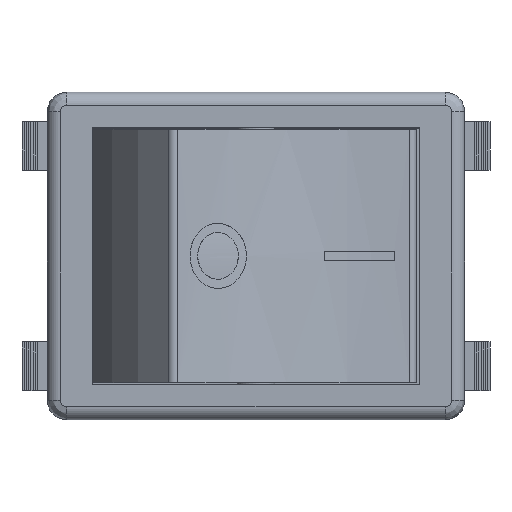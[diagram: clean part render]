
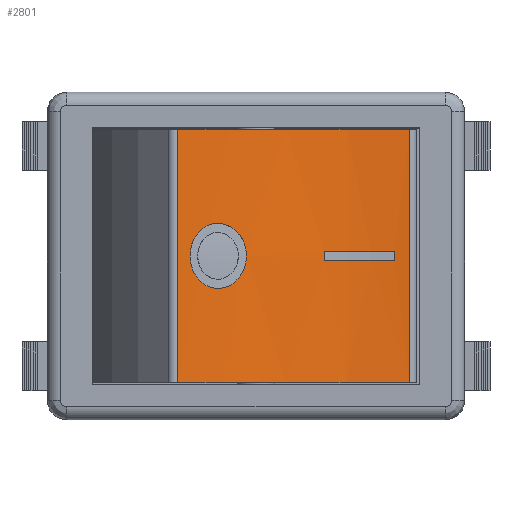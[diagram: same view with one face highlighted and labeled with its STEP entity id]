
A CAD part, top view. The second image highlights one B-rep face of the part: STEP entity #2801.
In plain terms, the highlighted cylindrical face has radius 28.263 mm (diameter 56.525 mm), a partial arc.
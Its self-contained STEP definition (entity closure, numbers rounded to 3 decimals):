
#2204=CARTESIAN_POINT('',(-6.028,9.75,25.982));
#2205=VERTEX_POINT('',#2204);
#2213=CARTESIAN_POINT('',(11.825,9.75,19.484));
#2214=VERTEX_POINT('',#2213);
#2215=CARTESIAN_POINT('',(12.002,9.75,47.746));
#2216=DIRECTION('',(0.0,1.0,0.0));
#2217=DIRECTION('',(0.65,0.0,0.76));
#2218=AXIS2_PLACEMENT_3D('',#2215,#2216,#2217);
#2219=CIRCLE('',#2218,28.263);
#2220=EDGE_CURVE('',#2214,#2205,#2219,.T.);
#2378=CARTESIAN_POINT('',(-6.028,-9.75,25.982));
#2379=VERTEX_POINT('',#2378);
#2387=CARTESIAN_POINT('',(-6.028,-9.75,25.982));
#2388=DIRECTION('',(0.0,1.0,0.0));
#2389=VECTOR('',#2388,19.5);
#2390=LINE('',#2387,#2389);
#2391=EDGE_CURVE('',#2379,#2205,#2390,.T.);
#2403=CARTESIAN_POINT('',(11.825,-9.75,19.484));
#2404=VERTEX_POINT('',#2403);
#2421=CARTESIAN_POINT('',(11.825,9.75,19.484));
#2422=DIRECTION('',(0.0,-1.0,0.0));
#2423=VECTOR('',#2422,19.5);
#2424=LINE('',#2421,#2423);
#2425=EDGE_CURVE('',#2214,#2404,#2424,.T.);
#2460=CARTESIAN_POINT('',(-0.734,0.,22.51));
#2461=VERTEX_POINT('',#2460);
#2594=CARTESIAN_POINT('',(-0.732,0.,22.515));
#2595=CARTESIAN_POINT('',(-0.732,-0.313,22.515));
#2596=CARTESIAN_POINT('',(-0.789,-0.648,22.543));
#2597=CARTESIAN_POINT('',(-1.016,-1.262,22.66));
#2598=CARTESIAN_POINT('',(-1.188,-1.542,22.749));
#2599=CARTESIAN_POINT('',(-1.583,-1.988,22.962));
#2600=CARTESIAN_POINT('',(-1.834,-2.182,23.1));
#2601=CARTESIAN_POINT('',(-2.377,-2.438,23.413));
#2602=CARTESIAN_POINT('',(-2.67,-2.5,23.588));
#2603=CARTESIAN_POINT('',(-3.215,-2.5,23.928));
#2604=CARTESIAN_POINT('',(-3.506,-2.436,24.116));
#2605=CARTESIAN_POINT('',(-4.035,-2.178,24.472));
#2606=CARTESIAN_POINT('',(-4.274,-1.983,24.64));
#2607=CARTESIAN_POINT('',(-4.646,-1.538,24.906));
#2608=CARTESIAN_POINT('',(-4.805,-1.26,25.024));
#2609=CARTESIAN_POINT('',(-5.016,-0.648,25.181));
#2610=CARTESIAN_POINT('',(-5.068,-0.314,25.221));
#2611=CARTESIAN_POINT('',(-5.068,0.317,25.221));
#2612=CARTESIAN_POINT('',(-5.015,0.653,25.181));
#2613=CARTESIAN_POINT('',(-4.8,1.269,25.021));
#2614=CARTESIAN_POINT('',(-4.639,1.548,24.901));
#2615=CARTESIAN_POINT('',(-4.266,1.991,24.634));
#2616=CARTESIAN_POINT('',(-4.027,2.183,24.467));
#2617=CARTESIAN_POINT('',(-3.501,2.437,24.113));
#2618=CARTESIAN_POINT('',(-3.213,2.5,23.927));
#2619=CARTESIAN_POINT('',(-2.67,2.5,23.588));
#2620=CARTESIAN_POINT('',(-2.377,2.438,23.413));
#2621=CARTESIAN_POINT('',(-1.834,2.182,23.1));
#2622=CARTESIAN_POINT('',(-1.583,1.988,22.962));
#2623=CARTESIAN_POINT('',(-1.188,1.542,22.749));
#2624=CARTESIAN_POINT('',(-1.016,1.262,22.66));
#2625=CARTESIAN_POINT('',(-0.789,0.648,22.543));
#2626=CARTESIAN_POINT('',(-0.732,0.313,22.515));
#2627=CARTESIAN_POINT('',(-0.732,0.0,22.515));
#2628=B_SPLINE_CURVE_WITH_KNOTS('',3,(#2594,#2595,#2596,#2597,#2598,#2599,#2600,#2601,#2602,#2603,#2604,#2605,#2606,#2607,#2608,#2609,#2610,#2611,#2612,#2613,#2614,#2615,#2616,#2617,#2618,#2619,#2620,#2621,#2622,#2623,#2624,#2625,#2626,#2627),.UNSPECIFIED.,.T.,.U.,(4,2,2,2,2,2,2,2,2,2,2,2,2,2,2,2,4),(-1.524,-1.43,-1.336,-1.241,-1.145,-1.048,-0.951,-0.856,-0.762,-0.667,-0.572,-0.476,-0.38,-0.284,-0.188,-0.094,0.0),.UNSPECIFIED.);
#2629=EDGE_CURVE('',#2461,#2461,#2628,.T.);
#2640=CARTESIAN_POINT('',(10.628,-0.35,19.517));
#2641=VERTEX_POINT('',#2640);
#2642=CARTESIAN_POINT('',(5.271,-0.35,20.297));
#2643=VERTEX_POINT('',#2642);
#2644=CARTESIAN_POINT('',(12.002,-0.35,47.746));
#2645=DIRECTION('',(0.0,1.0,0.0));
#2646=DIRECTION('',(0.65,0.0,0.76));
#2647=AXIS2_PLACEMENT_3D('',#2644,#2645,#2646);
#2648=CIRCLE('',#2647,28.263);
#2649=EDGE_CURVE('',#2641,#2643,#2648,.T.);
#2682=CARTESIAN_POINT('',(5.271,0.35,20.297));
#2683=VERTEX_POINT('',#2682);
#2684=CARTESIAN_POINT('',(5.271,-0.35,20.297));
#2685=DIRECTION('',(0.0,1.0,0.0));
#2686=VECTOR('',#2685,0.7);
#2687=LINE('',#2684,#2686);
#2688=EDGE_CURVE('',#2643,#2683,#2687,.T.);
#2713=CARTESIAN_POINT('',(10.628,0.35,19.517));
#2714=VERTEX_POINT('',#2713);
#2715=CARTESIAN_POINT('',(10.628,0.35,19.517));
#2716=DIRECTION('',(0.0,-1.0,0.0));
#2717=VECTOR('',#2716,0.7);
#2718=LINE('',#2715,#2717);
#2719=EDGE_CURVE('',#2714,#2641,#2718,.T.);
#2744=CARTESIAN_POINT('',(12.002,0.35,47.746));
#2745=DIRECTION('',(0.0,-1.0,0.0));
#2746=DIRECTION('',(0.65,0.0,0.76));
#2747=AXIS2_PLACEMENT_3D('',#2744,#2745,#2746);
#2748=CIRCLE('',#2747,28.263);
#2749=EDGE_CURVE('',#2683,#2714,#2748,.T.);
#2775=CARTESIAN_POINT('',(12.002,10.725,47.746));
#2776=DIRECTION('',(0.0,-1.0,0.0));
#2777=DIRECTION('',(0.65,0.0,0.76));
#2778=AXIS2_PLACEMENT_3D('',#2775,#2776,#2777);
#2779=CYLINDRICAL_SURFACE('',#2778,28.263);
#2780=ORIENTED_EDGE('',*,*,#2391,.F.);
#2781=CARTESIAN_POINT('',(12.002,-9.75,47.746));
#2782=DIRECTION('',(0.0,-1.0,0.0));
#2783=DIRECTION('',(0.65,0.0,0.76));
#2784=AXIS2_PLACEMENT_3D('',#2781,#2782,#2783);
#2785=CIRCLE('',#2784,28.263);
#2786=EDGE_CURVE('',#2379,#2404,#2785,.T.);
#2787=ORIENTED_EDGE('',*,*,#2786,.T.);
#2788=ORIENTED_EDGE('',*,*,#2425,.F.);
#2789=ORIENTED_EDGE('',*,*,#2220,.T.);
#2790=EDGE_LOOP('',(#2780,#2787,#2788,#2789));
#2791=FACE_OUTER_BOUND('',#2790,.T.);
#2792=ORIENTED_EDGE('',*,*,#2649,.T.);
#2793=ORIENTED_EDGE('',*,*,#2688,.T.);
#2794=ORIENTED_EDGE('',*,*,#2749,.T.);
#2795=ORIENTED_EDGE('',*,*,#2719,.T.);
#2796=EDGE_LOOP('',(#2792,#2793,#2794,#2795));
#2797=FACE_BOUND('',#2796,.T.);
#2798=ORIENTED_EDGE('',*,*,#2629,.T.);
#2799=EDGE_LOOP('',(#2798));
#2800=FACE_BOUND('',#2799,.T.);
#2801=ADVANCED_FACE('',(#2791,#2797,#2800),#2779,.F.);
